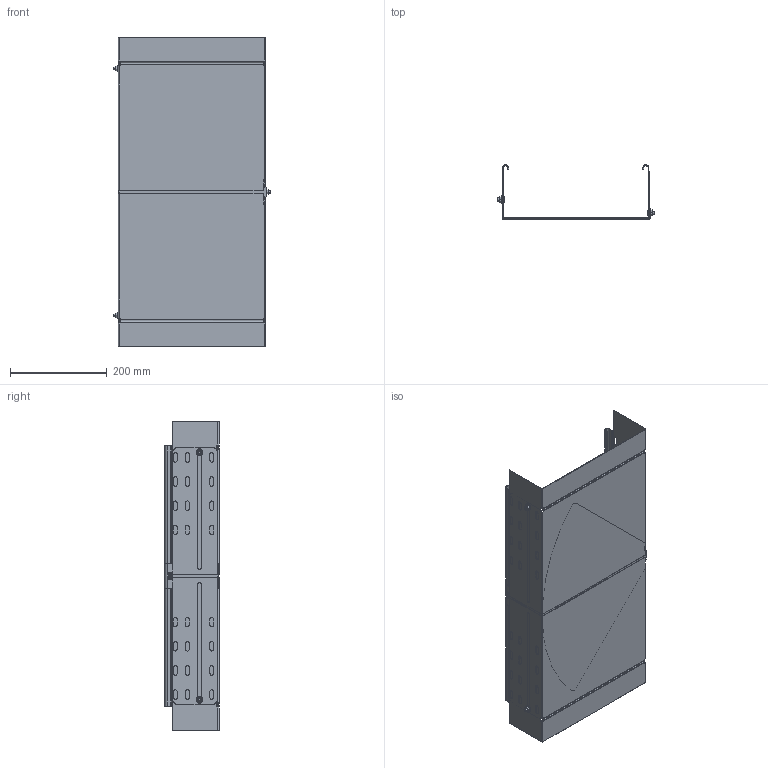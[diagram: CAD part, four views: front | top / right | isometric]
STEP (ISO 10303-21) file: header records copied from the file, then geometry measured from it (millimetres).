
FILE_DESCRIPTION(/* description */ (''),/* implementation_level */ '2;1');
FILE_NAME(/* name */ '6040706',/* time_stamp */ '2014-10-23T08:27:55+02:00',/* author */ (''),/* organization */ (''),/* preprocessor_version */ 'ST-DEVELOPER v15',/* originating_system */ '',/* authorisation */ '');
FILE_SCHEMA (('AUTOMOTIVE_DESIGN'));
Length unit declared in the file: millimetre
Products named in the file (2): Document; Block 02
Assembly tree (1 placements, depth 2):
  Document
    Block 02
Bounding box: 325 x 111.74 x 640 mm (x, y, z)
Volume: 590041.2 mm3; surface area: 959258.1 mm2
Topology: 2 solids, 11 shells, 839 faces, 2234 edges, 1400 vertices
Faces by surface type: bspline 429, plane 410
Entity records: 30830 total; most frequent: CARTESIAN_POINT 17148, ORIENTED_EDGE 4411, EDGE_CURVE 2228, B_SPLINE_CURVE_WITH_KNOTS 1493, VERTEX_POINT 1400, EDGE_LOOP 984, ADVANCED_FACE 839, FACE_OUTER_BOUND 839
